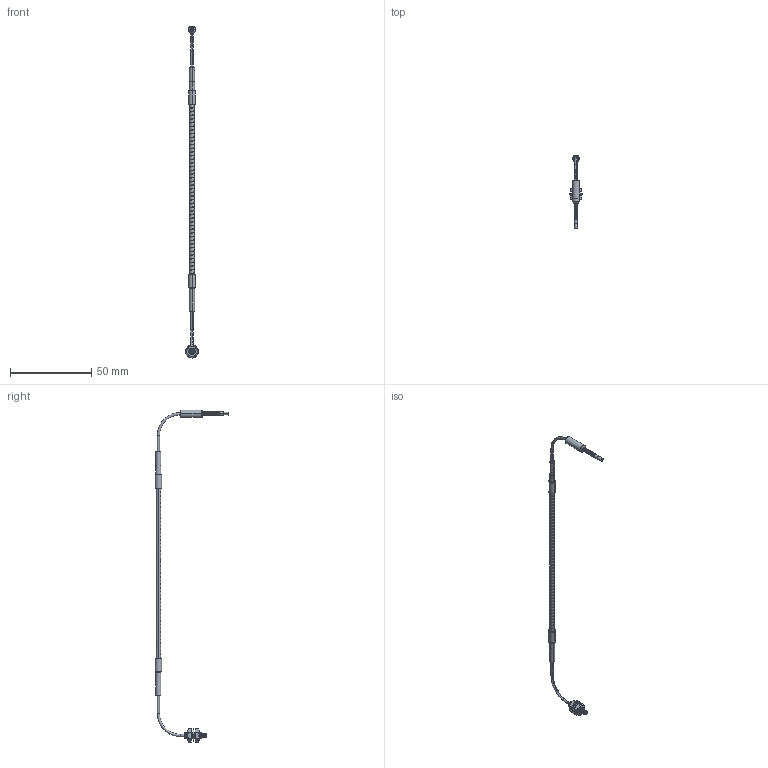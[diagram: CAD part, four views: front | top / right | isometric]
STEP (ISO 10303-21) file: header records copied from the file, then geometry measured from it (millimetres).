
FILE_DESCRIPTION((''),'2;1');
FILE_NAME('193361_ASM','2016-03-02T',('pdmadmin'),(''),'PRO/ENGINEER BY PARAMETRIC TECHNOLOGY CORPORATION, 2013230','PRO/ENGINEER BY PARAMETRIC TECHNOLOGY CORPORATION, 2013230','');
FILE_SCHEMA(('CONFIG_CONTROL_DESIGN'));
Length unit declared in the file: millimetre
Products named in the file (13): 111875_AF0; 58193_AF0; 110533_AF0; 15565_AF0; FIBER_CORE_1MM_AF0; 15732_AF0; 40845; 111401; 111875; 15565; 110532; 79646_ASM; 193361_ASM
Assembly tree (13 placements, depth 3):
  193361_ASM
    79646_ASM
      111875_AF0
      58193_AF0
      110533_AF0
      15565_AF0
      FIBER_CORE_1MM_AF0
      15732_AF0
      40845
      111401  x2
      111875
      15565
      110532
Bounding box: 8 x 45.4 x 203.97 mm (x, y, z)
Volume: 1191.9 mm3; surface area: 7107.4 mm2
Topology: 13 solids, 16 shells, 705 faces, 1507 edges, 829 vertices
Faces by surface type: torus 208, cylinder 195, cone 162, bspline 80, plane 60
Entity records: 34926 total; most frequent: CARTESIAN_POINT 19812, DIRECTION 3406, ORIENTED_EDGE 2938, EDGE_CURVE 1473, AXIS2_PLACEMENT_3D 1456, VERTEX_POINT 807, CIRCLE 803, EDGE_LOOP 710
